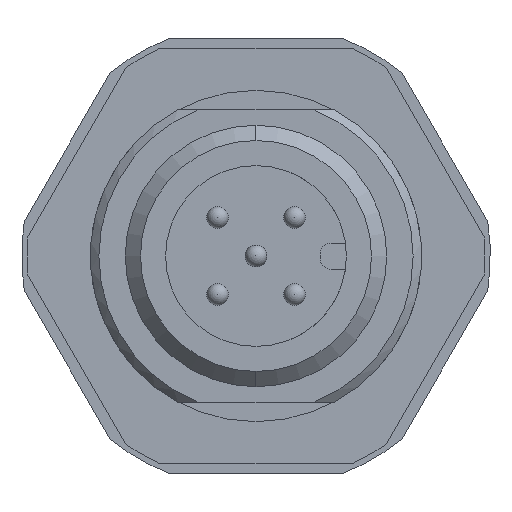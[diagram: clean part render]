
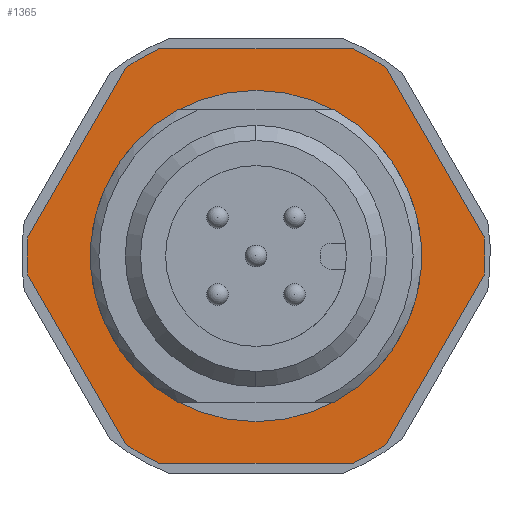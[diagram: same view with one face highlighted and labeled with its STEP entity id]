
A CAD part, left-side view. The second image highlights one B-rep face of the part: STEP entity #1365.
In plain terms, the highlighted planar face has unit normal (-1, 0, 0).
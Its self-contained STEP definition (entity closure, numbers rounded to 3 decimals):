
#11 = AXIS2_PLACEMENT_3D ( 'NONE', #801, #2765, #1092 ) ;
#37 = EDGE_CURVE ( 'NONE', #2085, #3037, #691, .T. ) ;
#43 = EDGE_LOOP ( 'NONE', ( #329, #1130 ) ) ;
#49 = CARTESIAN_POINT ( 'NONE',  ( 14.91, 0., 0. ) ) ;
#60 = ORIENTED_EDGE ( 'NONE', *, *, #2733, .T. ) ;
#83 = AXIS2_PLACEMENT_3D ( 'NONE', #799, #1087, #1097 ) ;
#165 = CIRCLE ( 'NONE', #3392, 10.5 ) ;
#168 = CARTESIAN_POINT ( 'NONE',  ( 14.91, 0., 7.6 ) ) ;
#185 = DIRECTION ( 'NONE',  ( -1., 0., 0. ) ) ;
#202 = VERTEX_POINT ( 'NONE', #1358 ) ;
#258 = EDGE_CURVE ( 'NONE', #543, #916, #1985, .T. ) ;
#312 = DIRECTION ( 'NONE',  ( 0., 0., 1. ) ) ;
#329 = ORIENTED_EDGE ( 'NONE', *, *, #2711, .F. ) ;
#365 = EDGE_CURVE ( 'NONE', #2121, #560, #2286, .T. ) ;
#429 = VECTOR ( 'NONE', #1809, 1000. ) ;
#477 = EDGE_CURVE ( 'NONE', #3430, #202, #632, .T. ) ;
#520 = VECTOR ( 'NONE', #2917, 1000. ) ;
#543 = VERTEX_POINT ( 'NONE', #1187 ) ;
#550 = DIRECTION ( 'NONE',  ( 0., 1., 0. ) ) ;
#560 = VERTEX_POINT ( 'NONE', #3386 ) ;
#630 = EDGE_LOOP ( 'NONE', ( #1853, #3089, #1396, #2615, #1413, #1527, #1008, #1668, #1813, #1429, #2710, #60 ) ) ;
#632 = CIRCLE ( 'NONE', #3211, 10.5 ) ;
#660 = CARTESIAN_POINT ( 'NONE',  ( 14.91, 0., 0. ) ) ;
#661 = DIRECTION ( 'NONE',  ( 0., 0., 1. ) ) ;
#662 = CARTESIAN_POINT ( 'NONE',  ( 14.91, -4.472, 9.5 ) ) ;
#691 = LINE ( 'NONE', #1449, #2171 ) ;
#696 = DIRECTION ( 'NONE',  ( -1., 0., 0. ) ) ;
#704 = DIRECTION ( 'NONE',  ( 0., 0., 1. ) ) ;
#735 = CARTESIAN_POINT ( 'NONE',  ( 14.91, 4.472, 9.5 ) ) ;
#799 = CARTESIAN_POINT ( 'NONE',  ( 14.91, 0., 0. ) ) ;
#801 = CARTESIAN_POINT ( 'NONE',  ( 14.91, 0., 0. ) ) ;
#803 = AXIS2_PLACEMENT_3D ( 'NONE', #2365, #696, #2648 ) ;
#807 = VECTOR ( 'NONE', #1197, 1000. ) ;
#875 = CARTESIAN_POINT ( 'NONE',  ( 14.91, 10.463, -0.877 ) ) ;
#897 = VERTEX_POINT ( 'NONE', #2504 ) ;
#916 = VERTEX_POINT ( 'NONE', #875 ) ;
#931 = DIRECTION ( 'NONE',  ( 0., 0., 1. ) ) ;
#932 = DIRECTION ( 'NONE',  ( -1., 0., 0. ) ) ;
#937 = VERTEX_POINT ( 'NONE', #1437 ) ;
#949 = AXIS2_PLACEMENT_3D ( 'NONE', #1455, #1186, #704 ) ;
#990 = EDGE_CURVE ( 'NONE', #897, #2085, #1753, .T. ) ;
#1008 = ORIENTED_EDGE ( 'NONE', *, *, #2832, .T. ) ;
#1047 = EDGE_CURVE ( 'NONE', #1435, #3430, #2382, .T. ) ;
#1087 = DIRECTION ( 'NONE',  ( -1., 0., 0. ) ) ;
#1092 = DIRECTION ( 'NONE',  ( 0., 0., 1. ) ) ;
#1097 = DIRECTION ( 'NONE',  ( 0., 0., 1. ) ) ;
#1103 = CARTESIAN_POINT ( 'NONE',  ( 14.91, 0., 0. ) ) ;
#1130 = ORIENTED_EDGE ( 'NONE', *, *, #1910, .F. ) ;
#1186 = DIRECTION ( 'NONE',  ( -1., 0., 0. ) ) ;
#1187 = CARTESIAN_POINT ( 'NONE',  ( 14.91, 10.463, 0.877 ) ) ;
#1197 = DIRECTION ( 'NONE',  ( 0., 0.5, 0.866 ) ) ;
#1245 = FACE_OUTER_BOUND ( 'NONE', #630, .T. ) ;
#1358 = CARTESIAN_POINT ( 'NONE',  ( 14.91, 5.991, 8.623 ) ) ;
#1365 = ADVANCED_FACE ( 'NONE', ( #1245, #2727 ), #3297, .T. ) ;
#1384 = DIRECTION ( 'NONE',  ( 0., 0., 1. ) ) ;
#1396 = ORIENTED_EDGE ( 'NONE', *, *, #2055, .T. ) ;
#1407 = CARTESIAN_POINT ( 'NONE',  ( 14.91, 0., -7.6 ) ) ;
#1413 = ORIENTED_EDGE ( 'NONE', *, *, #990, .T. ) ;
#1429 = ORIENTED_EDGE ( 'NONE', *, *, #1047, .T. ) ;
#1433 = AXIS2_PLACEMENT_3D ( 'NONE', #660, #2618, #931 ) ;
#1435 = VERTEX_POINT ( 'NONE', #662 ) ;
#1437 = CARTESIAN_POINT ( 'NONE',  ( 14.91, 4.472, -9.5 ) ) ;
#1449 = CARTESIAN_POINT ( 'NONE',  ( 14.91, -5.991, -8.623 ) ) ;
#1455 = CARTESIAN_POINT ( 'NONE',  ( 14.91, 0., 0. ) ) ;
#1497 = AXIS2_PLACEMENT_3D ( 'NONE', #1103, #3053, #1384 ) ;
#1520 = CARTESIAN_POINT ( 'NONE',  ( 14.91, 5.991, 8.623 ) ) ;
#1527 = ORIENTED_EDGE ( 'NONE', *, *, #37, .T. ) ;
#1541 = CIRCLE ( 'NONE', #1497, 7.6 ) ;
#1616 = EDGE_CURVE ( 'NONE', #937, #897, #1842, .T. ) ;
#1629 = VECTOR ( 'NONE', #550, 1000. ) ;
#1637 = DIRECTION ( 'NONE',  ( 0., -1., 0. ) ) ;
#1648 = CARTESIAN_POINT ( 'NONE',  ( 14.91, -4.472, 9.5 ) ) ;
#1668 = ORIENTED_EDGE ( 'NONE', *, *, #365, .T. ) ;
#1673 = CARTESIAN_POINT ( 'NONE',  ( 14.91, -10.463, -0.877 ) ) ;
#1753 = CIRCLE ( 'NONE', #949, 10.5 ) ;
#1809 = DIRECTION ( 'NONE',  ( 0., 0.5, -0.866 ) ) ;
#1813 = ORIENTED_EDGE ( 'NONE', *, *, #2429, .T. ) ;
#1842 = LINE ( 'NONE', #3295, #3228 ) ;
#1853 = ORIENTED_EDGE ( 'NONE', *, *, #258, .T. ) ;
#1857 = CARTESIAN_POINT ( 'NONE',  ( 14.91, 0., 0. ) ) ;
#1910 = EDGE_CURVE ( 'NONE', #3413, #3069, #1541, .T. ) ;
#1917 = CIRCLE ( 'NONE', #803, 7.6 ) ;
#1926 = AXIS2_PLACEMENT_3D ( 'NONE', #49, #1987, #312 ) ;
#1946 = CIRCLE ( 'NONE', #11, 10.5 ) ;
#1985 = CIRCLE ( 'NONE', #1926, 10.5 ) ;
#1987 = DIRECTION ( 'NONE',  ( -1., 0., 0. ) ) ;
#2055 = EDGE_CURVE ( 'NONE', #2505, #937, #2423, .T. ) ;
#2085 = VERTEX_POINT ( 'NONE', #2627 ) ;
#2121 = VERTEX_POINT ( 'NONE', #2369 ) ;
#2132 = DIRECTION ( 'NONE',  ( 0., 0., 1. ) ) ;
#2171 = VECTOR ( 'NONE', #3117, 1000. ) ;
#2286 = LINE ( 'NONE', #2868, #807 ) ;
#2289 = CARTESIAN_POINT ( 'NONE',  ( 14.91, 5.991, -8.623 ) ) ;
#2365 = CARTESIAN_POINT ( 'NONE',  ( 14.91, 0., 0. ) ) ;
#2369 = CARTESIAN_POINT ( 'NONE',  ( 14.91, -10.463, 0.877 ) ) ;
#2382 = LINE ( 'NONE', #1648, #1629 ) ;
#2423 = CIRCLE ( 'NONE', #1433, 10.5 ) ;
#2429 = EDGE_CURVE ( 'NONE', #560, #1435, #1946, .T. ) ;
#2504 = CARTESIAN_POINT ( 'NONE',  ( 14.91, -4.472, -9.5 ) ) ;
#2505 = VERTEX_POINT ( 'NONE', #2289 ) ;
#2615 = ORIENTED_EDGE ( 'NONE', *, *, #1616, .T. ) ;
#2618 = DIRECTION ( 'NONE',  ( -1., 0., 0. ) ) ;
#2627 = CARTESIAN_POINT ( 'NONE',  ( 14.91, -5.991, -8.623 ) ) ;
#2634 = CARTESIAN_POINT ( 'NONE',  ( 14.91, 10.463, -0.877 ) ) ;
#2648 = DIRECTION ( 'NONE',  ( 0., 0., 1. ) ) ;
#2700 = EDGE_CURVE ( 'NONE', #916, #2505, #2755, .T. ) ;
#2710 = ORIENTED_EDGE ( 'NONE', *, *, #477, .T. ) ;
#2711 = EDGE_CURVE ( 'NONE', #3069, #3413, #1917, .T. ) ;
#2727 = FACE_BOUND ( 'NONE', #43, .T. ) ;
#2733 = EDGE_CURVE ( 'NONE', #202, #543, #3296, .T. ) ;
#2755 = LINE ( 'NONE', #2634, #520 ) ;
#2765 = DIRECTION ( 'NONE',  ( -1., 0., 0. ) ) ;
#2832 = EDGE_CURVE ( 'NONE', #3037, #2121, #165, .T. ) ;
#2868 = CARTESIAN_POINT ( 'NONE',  ( 14.91, -10.463, 0.877 ) ) ;
#2895 = CARTESIAN_POINT ( 'NONE',  ( 14.91, 0., 0. ) ) ;
#2917 = DIRECTION ( 'NONE',  ( 0., -0.5, -0.866 ) ) ;
#3037 = VERTEX_POINT ( 'NONE', #1673 ) ;
#3053 = DIRECTION ( 'NONE',  ( -1., 0., 0. ) ) ;
#3069 = VERTEX_POINT ( 'NONE', #1407 ) ;
#3089 = ORIENTED_EDGE ( 'NONE', *, *, #2700, .T. ) ;
#3117 = DIRECTION ( 'NONE',  ( 0., -0.5, 0.866 ) ) ;
#3211 = AXIS2_PLACEMENT_3D ( 'NONE', #2895, #932, #661 ) ;
#3228 = VECTOR ( 'NONE', #1637, 1000. ) ;
#3295 = CARTESIAN_POINT ( 'NONE',  ( 14.91, 4.472, -9.5 ) ) ;
#3296 = LINE ( 'NONE', #1520, #429 ) ;
#3297 = PLANE ( 'NONE',  #83 ) ;
#3386 = CARTESIAN_POINT ( 'NONE',  ( 14.91, -5.991, 8.623 ) ) ;
#3392 = AXIS2_PLACEMENT_3D ( 'NONE', #1857, #185, #2132 ) ;
#3413 = VERTEX_POINT ( 'NONE', #168 ) ;
#3430 = VERTEX_POINT ( 'NONE', #735 ) ;
